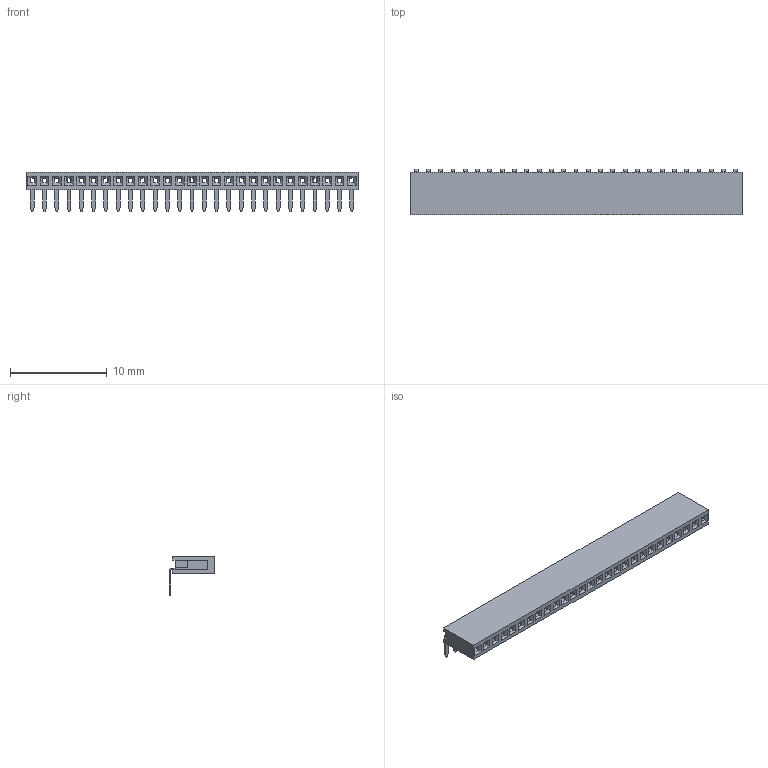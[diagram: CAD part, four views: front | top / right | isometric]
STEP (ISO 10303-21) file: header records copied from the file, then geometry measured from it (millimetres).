
FILE_DESCRIPTION(('STEP AP214'), '1');
FILE_NAME('PBS1.27-R', '', ('UNSPECIFIED'), ('UNSPECIFIED'), 'ASCON STEP Converter 1.6', 'ASCON Math Kernel', '');
FILE_SCHEMA(('AUTOMOTIVE_DESIGN { 1 0 10303 214 3 1 1}'));
Length unit declared in the file: millimetre
Bounding box: 34.29 x 4.7 x 4.1 mm (x, y, z)
Volume: 195.1 mm3; surface area: 1372.4 mm2
Topology: 28 solids, 28 shells, 1603 faces, 4317 edges, 2770 vertices
Faces by surface type: plane 1360, cylinder 243
Entity records: 62319 total; most frequent: CARTESIAN_POINT 8691, ORIENTED_EDGE 8634, DIRECTION 8011, EDGE_CURVE 4317, LINE 3831, VECTOR 3831, VERTEX_POINT 2770, AXIS2_PLACEMENT_3D 2090
